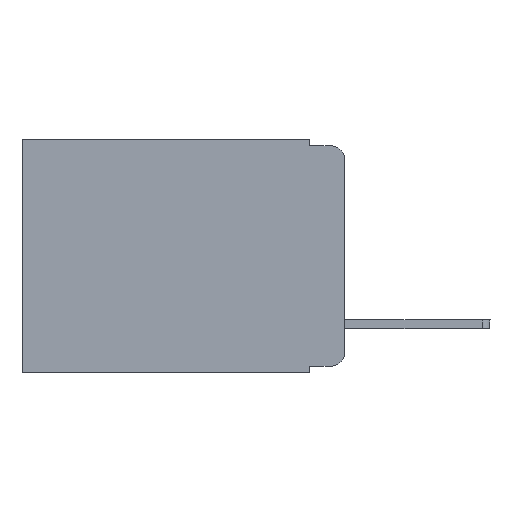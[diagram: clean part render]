
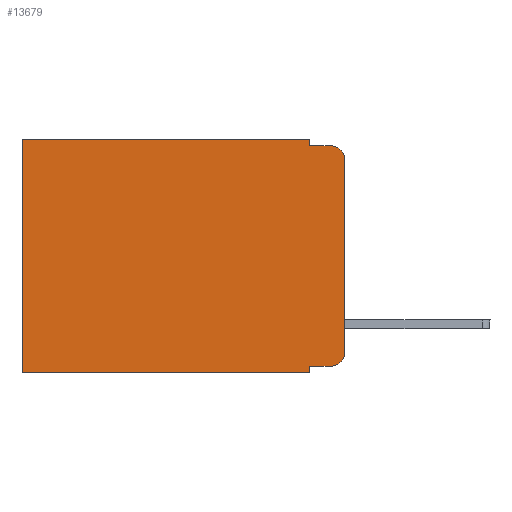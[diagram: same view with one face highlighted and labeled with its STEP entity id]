
A CAD part, left-side view. The second image highlights one B-rep face of the part: STEP entity #13679.
In plain terms, the highlighted planar face has unit normal (-1, 0, 0).
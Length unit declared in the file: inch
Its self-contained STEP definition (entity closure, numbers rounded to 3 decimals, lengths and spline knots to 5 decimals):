
#378 = VECTOR ( 'NONE', #3974, 39.37008 ) ;
#449 = CARTESIAN_POINT ( 'NONE',  ( 0.298, 0.051, -0.333 ) ) ;
#583 = VERTEX_POINT ( 'NONE', #13648 ) ;
#610 = VECTOR ( 'NONE', #6644, 39.37008 ) ;
#647 = EDGE_CURVE ( 'NONE', #13134, #1796, #14890, .T. ) ;
#859 = VERTEX_POINT ( 'NONE', #3565 ) ;
#995 = DIRECTION ( 'NONE',  ( -1., 0., 0. ) ) ;
#1037 = VERTEX_POINT ( 'NONE', #15114 ) ;
#1179 = DIRECTION ( 'NONE',  ( 0., 0., -1. ) ) ;
#1796 = VERTEX_POINT ( 'NONE', #7791 ) ;
#1974 = VECTOR ( 'NONE', #10378, 39.37008 ) ;
#2099 = CARTESIAN_POINT ( 'NONE',  ( 0.298, 0., -0.03 ) ) ;
#2211 = VECTOR ( 'NONE', #4010, 39.37008 ) ;
#2579 = EDGE_LOOP ( 'NONE', ( #2962, #15051, #7381, #8373, #14941, #11621, #9391, #3756, #5234, #6593 ) ) ;
#2757 = CARTESIAN_POINT ( 'NONE',  ( 0.298, 0., 0. ) ) ;
#2883 = EDGE_CURVE ( 'NONE', #9555, #859, #10292, .T. ) ;
#2962 = ORIENTED_EDGE ( 'NONE', *, *, #4007, .F. ) ;
#3266 = LINE ( 'NONE', #5179, #12734 ) ;
#3539 = VERTEX_POINT ( 'NONE', #2099 ) ;
#3565 = CARTESIAN_POINT ( 'NONE',  ( 0.298, 0.473, -0.343 ) ) ;
#3650 = EDGE_CURVE ( 'NONE', #583, #13134, #14083, .T. ) ;
#3756 = ORIENTED_EDGE ( 'NONE', *, *, #4961, .F. ) ;
#3809 = CARTESIAN_POINT ( 'NONE',  ( 0.298, 0.051, 0. ) ) ;
#3974 = DIRECTION ( 'NONE',  ( 0., 0., -1. ) ) ;
#4007 = EDGE_CURVE ( 'NONE', #3539, #1796, #11346, .T. ) ;
#4010 = DIRECTION ( 'NONE',  ( 0., -1., 0. ) ) ;
#4384 = VECTOR ( 'NONE', #8572, 39.37008 ) ;
#4418 = CARTESIAN_POINT ( 'NONE',  ( 0.298, 0.051, -0.01 ) ) ;
#4947 = EDGE_CURVE ( 'NONE', #6914, #11324, #13970, .T. ) ;
#4961 = EDGE_CURVE ( 'NONE', #583, #9555, #3266, .T. ) ;
#5179 = CARTESIAN_POINT ( 'NONE',  ( 0.298, 0.051, 0. ) ) ;
#5234 = ORIENTED_EDGE ( 'NONE', *, *, #3650, .T. ) ;
#5679 = EDGE_CURVE ( 'NONE', #11324, #1037, #13240, .T. ) ;
#5807 = VERTEX_POINT ( 'NONE', #12968 ) ;
#5844 = CIRCLE ( 'NONE', #8067, 0.02 ) ;
#5894 = VECTOR ( 'NONE', #6442, 39.37008 ) ;
#6318 = DIRECTION ( 'NONE',  ( 1., 0., 0. ) ) ;
#6371 = DIRECTION ( 'NONE',  ( 0., 0., -1. ) ) ;
#6442 = DIRECTION ( 'NONE',  ( 0., -1., 0. ) ) ;
#6593 = ORIENTED_EDGE ( 'NONE', *, *, #647, .T. ) ;
#6628 = AXIS2_PLACEMENT_3D ( 'NONE', #2757, #6318, #6371 ) ;
#6644 = DIRECTION ( 'NONE',  ( 0., 1., 0. ) ) ;
#6657 = CARTESIAN_POINT ( 'NONE',  ( 0.298, 0.02, -0.03 ) ) ;
#6877 = CARTESIAN_POINT ( 'NONE',  ( 0.298, 0.02, -0.313 ) ) ;
#6914 = VERTEX_POINT ( 'NONE', #3809 ) ;
#7033 = CARTESIAN_POINT ( 'NONE',  ( 0.298, 0.051, 0. ) ) ;
#7078 = FACE_OUTER_BOUND ( 'NONE', #2579, .T. ) ;
#7094 = CARTESIAN_POINT ( 'NONE',  ( 0.298, 0.051, -0.343 ) ) ;
#7105 = EDGE_CURVE ( 'NONE', #5807, #859, #10462, .T. ) ;
#7381 = ORIENTED_EDGE ( 'NONE', *, *, #5679, .F. ) ;
#7730 = EDGE_CURVE ( 'NONE', #3539, #1037, #5844, .T. ) ;
#7791 = CARTESIAN_POINT ( 'NONE',  ( 0.298, 0., -0.313 ) ) ;
#7990 = CARTESIAN_POINT ( 'NONE',  ( 0.298, 0.051, -0.01 ) ) ;
#8067 = AXIS2_PLACEMENT_3D ( 'NONE', #6657, #14841, #11394 ) ;
#8373 = ORIENTED_EDGE ( 'NONE', *, *, #4947, .F. ) ;
#8572 = DIRECTION ( 'NONE',  ( 0., 0., -1. ) ) ;
#8993 = EDGE_CURVE ( 'NONE', #6914, #5807, #11300, .T. ) ;
#9079 = AXIS2_PLACEMENT_3D ( 'NONE', #6877, #995, #13882 ) ;
#9391 = ORIENTED_EDGE ( 'NONE', *, *, #2883, .F. ) ;
#9555 = VERTEX_POINT ( 'NONE', #7094 ) ;
#10292 = LINE ( 'NONE', #11433, #610 ) ;
#10378 = DIRECTION ( 'NONE',  ( 0., 1., 0. ) ) ;
#10462 = LINE ( 'NONE', #14433, #378 ) ;
#10855 = CARTESIAN_POINT ( 'NONE',  ( 0.298, 0., 0. ) ) ;
#11300 = LINE ( 'NONE', #13936, #1974 ) ;
#11324 = VERTEX_POINT ( 'NONE', #4418 ) ;
#11346 = LINE ( 'NONE', #10855, #4384 ) ;
#11394 = DIRECTION ( 'NONE',  ( 0., 0., -1. ) ) ;
#11431 = VECTOR ( 'NONE', #1179, 39.37008 ) ;
#11433 = CARTESIAN_POINT ( 'NONE',  ( 0.298, 0., -0.343 ) ) ;
#11621 = ORIENTED_EDGE ( 'NONE', *, *, #7105, .T. ) ;
#12734 = VECTOR ( 'NONE', #14536, 39.37008 ) ;
#12968 = CARTESIAN_POINT ( 'NONE',  ( 0.298, 0.473, 0. ) ) ;
#13134 = VERTEX_POINT ( 'NONE', #13418 ) ;
#13240 = LINE ( 'NONE', #7990, #5894 ) ;
#13418 = CARTESIAN_POINT ( 'NONE',  ( 0.298, 0.02, -0.333 ) ) ;
#13648 = CARTESIAN_POINT ( 'NONE',  ( 0.298, 0.051, -0.333 ) ) ;
#13679 = ADVANCED_FACE ( 'NONE', ( #7078 ), #14329, .F. ) ;
#13882 = DIRECTION ( 'NONE',  ( 0., 0., -1. ) ) ;
#13936 = CARTESIAN_POINT ( 'NONE',  ( 0.298, 0., 0. ) ) ;
#13970 = LINE ( 'NONE', #7033, #11431 ) ;
#14083 = LINE ( 'NONE', #449, #2211 ) ;
#14329 = PLANE ( 'NONE',  #6628 ) ;
#14433 = CARTESIAN_POINT ( 'NONE',  ( 0.298, 0.473, 0. ) ) ;
#14536 = DIRECTION ( 'NONE',  ( 0., 0., -1. ) ) ;
#14841 = DIRECTION ( 'NONE',  ( -1., 0., 0. ) ) ;
#14890 = CIRCLE ( 'NONE', #9079, 0.02 ) ;
#14941 = ORIENTED_EDGE ( 'NONE', *, *, #8993, .T. ) ;
#15051 = ORIENTED_EDGE ( 'NONE', *, *, #7730, .T. ) ;
#15114 = CARTESIAN_POINT ( 'NONE',  ( 0.298, 0.02, -0.01 ) ) ;
